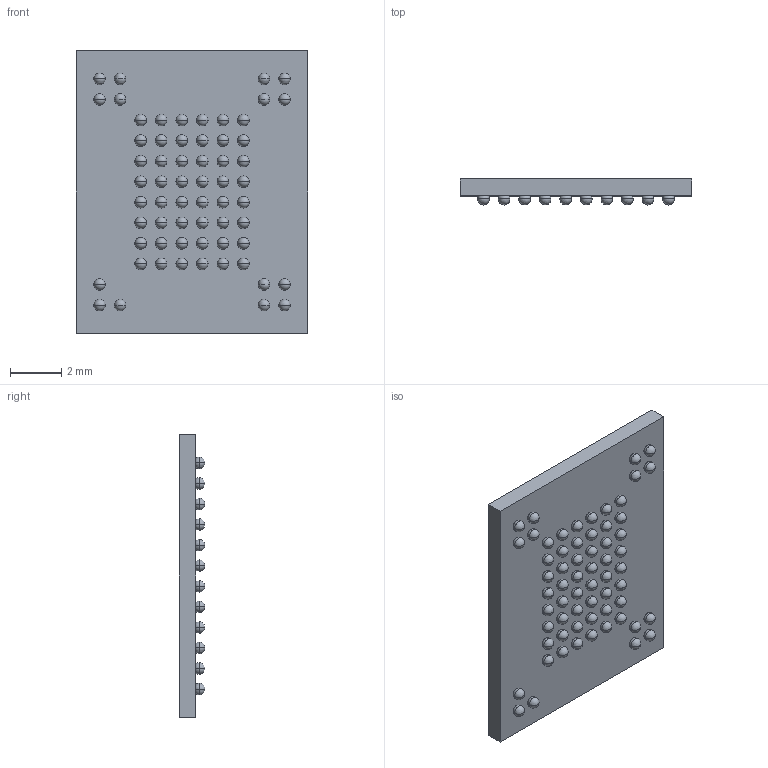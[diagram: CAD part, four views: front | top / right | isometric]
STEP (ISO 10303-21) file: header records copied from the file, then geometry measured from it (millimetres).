
FILE_DESCRIPTION (( 'STEP AP214' ), '1' );
FILE_NAME ('MT29F4G08ABBDAH4_D.STEP', '2023-12-13T21:20:22', ( '' ), ( '' ), 'SwSTEP 2.0', 'SolidWorks 2021', '' );
FILE_SCHEMA (( 'AUTOMOTIVE_DESIGN' ));
Length unit declared in the file: millimetre
Products named in the file (1): MT29F4G08ABBDAH4_D
Bounding box: 9 x 1 x 11 mm (x, y, z)
Volume: 67 mm3; surface area: 263.1 mm2
Topology: 65 solids, 65 shells, 328 faces, 906 edges, 457 vertices
Faces by surface type: sphere 252, plane 72, cylinder 4
Entity records: 8370 total; most frequent: DIRECTION 1698, CARTESIAN_POINT 1188, ORIENTED_EDGE 1056, AXIS2_PLACEMENT_3D 841, EDGE_CURVE 528, CIRCLE 512, VERTEX_POINT 331, EDGE_LOOP 329
